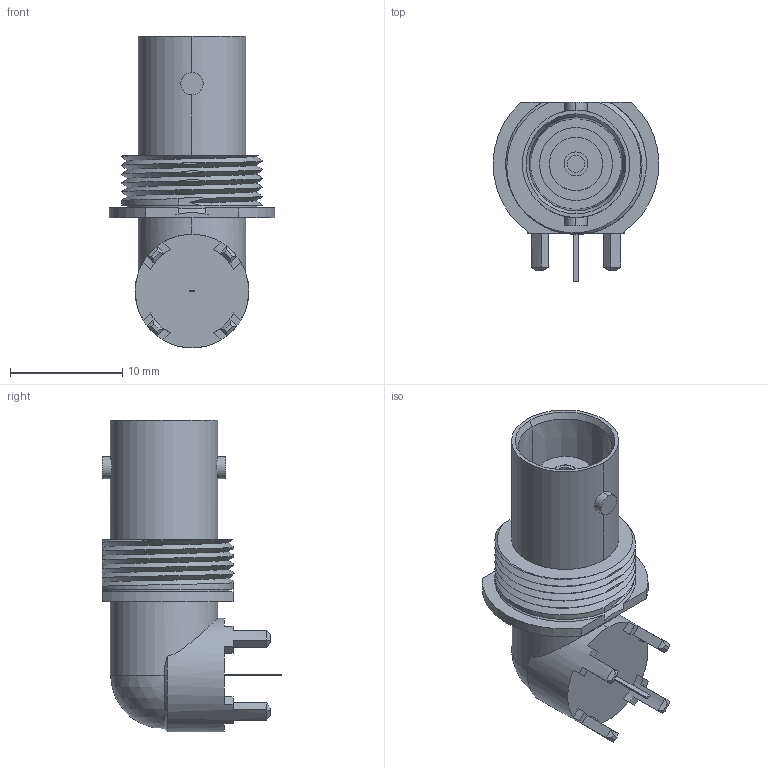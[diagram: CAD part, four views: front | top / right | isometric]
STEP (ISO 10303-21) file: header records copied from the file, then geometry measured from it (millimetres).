
FILE_DESCRIPTION((''),'2;1');
FILE_NAME('C-5-1634556-0','2011-10-04T',('workeradm'),('Tyco Electronics Ltd.'),'PRO/ENGINEER BY PARAMETRIC TECHNOLOGY CORPORATION, 2010430','PRO/ENGINEER BY PARAMETRIC TECHNOLOGY CORPORATION, 2010430','');
FILE_SCHEMA(('AUTOMOTIVE_DESIGN { 1 0 10303 214 1 1 1 1 }'));
Length unit declared in the file: millimetre
Products named in the file (1): C-5-1634556-0
Bounding box: 14.8 x 16 x 27.83 mm (x, y, z)
Volume: 1948.1 mm3; surface area: 1705.5 mm2
Topology: 1 solids, 1 shells, 123 faces, 327 edges, 213 vertices
Faces by surface type: plane 63, cylinder 30, bspline 15, cone 14, sphere 1
Entity records: 6777 total; most frequent: CARTESIAN_POINT 3601, ORIENTED_EDGE 652, DIRECTION 532, EDGE_CURVE 326, VERTEX_POINT 213, AXIS2_PLACEMENT_3D 196, VECTOR 140, LINE 140
